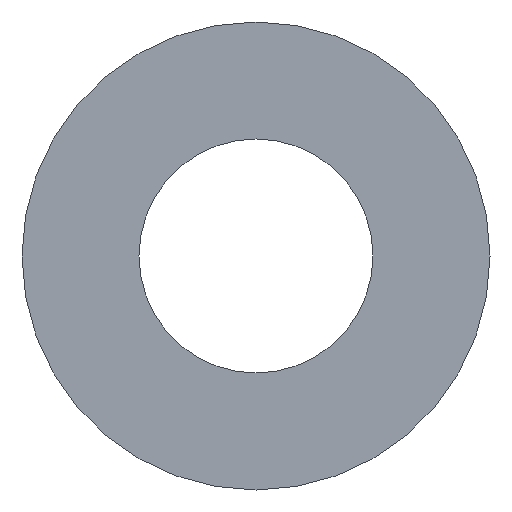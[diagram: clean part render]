
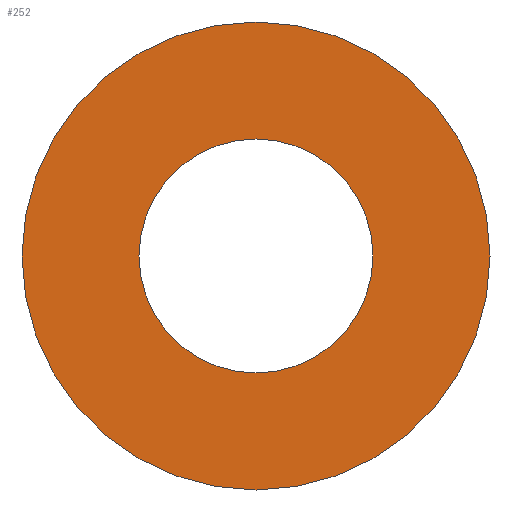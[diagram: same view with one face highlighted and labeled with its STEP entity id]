
A CAD part, front view. The second image highlights one B-rep face of the part: STEP entity #252.
In plain terms, the highlighted planar face has unit normal (0, -1, 0).
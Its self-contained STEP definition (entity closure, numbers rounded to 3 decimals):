
#42 = VERTEX_POINT ( 'NONE', #72 ) ;
#44 = VERTEX_POINT ( 'NONE', #74 ) ;
#47 = DIRECTION ( 'NONE',  ( 0., 0., -1. ) ) ;
#48 = DIRECTION ( 'NONE',  ( 0., -1., 0. ) ) ;
#52 = CARTESIAN_POINT ( 'NONE',  ( 0., 0., 0. ) ) ;
#61 = PLANE ( 'NONE',  #315 ) ;
#63 = DIRECTION ( 'NONE',  ( 0., -1., 0. ) ) ;
#64 = CARTESIAN_POINT ( 'NONE',  ( 8., 0., 0. ) ) ;
#66 = DIRECTION ( 'NONE',  ( 0., 0., -1. ) ) ;
#69 = DIRECTION ( 'NONE',  ( 0., 0., -1. ) ) ;
#70 = VERTEX_POINT ( 'NONE', #85 ) ;
#72 = CARTESIAN_POINT ( 'NONE',  ( 0., 0., -8. ) ) ;
#74 = CARTESIAN_POINT ( 'NONE',  ( 0., 0., 4. ) ) ;
#77 = VERTEX_POINT ( 'NONE', #79 ) ;
#79 = CARTESIAN_POINT ( 'NONE',  ( 0., 0., 8. ) ) ;
#85 = CARTESIAN_POINT ( 'NONE',  ( 0., 0., -4. ) ) ;
#104 = ORIENTED_EDGE ( 'NONE', *, *, #199, .F. ) ;
#123 = ORIENTED_EDGE ( 'NONE', *, *, #217, .T. ) ;
#125 = DIRECTION ( 'NONE',  ( 0., 0., -1. ) ) ;
#127 = ORIENTED_EDGE ( 'NONE', *, *, #221, .F. ) ;
#132 = EDGE_LOOP ( 'NONE', ( #104, #127 ) ) ;
#134 = DIRECTION ( 'NONE',  ( 0., -1., 0. ) ) ;
#136 = CARTESIAN_POINT ( 'NONE',  ( 0., 0., 0. ) ) ;
#138 = ORIENTED_EDGE ( 'NONE', *, *, #236, .T. ) ;
#139 = DIRECTION ( 'NONE',  ( 0., -1., 0. ) ) ;
#144 = EDGE_LOOP ( 'NONE', ( #123, #138 ) ) ;
#165 = DIRECTION ( 'NONE',  ( 0., 0., -1. ) ) ;
#167 = DIRECTION ( 'NONE',  ( 0., -1., 0. ) ) ;
#168 = CARTESIAN_POINT ( 'NONE',  ( 0., 0., 0. ) ) ;
#187 = CARTESIAN_POINT ( 'NONE',  ( 0., 0., 0. ) ) ;
#199 = EDGE_CURVE ( 'NONE', #70, #44, #238, .T. ) ;
#205 = CIRCLE ( 'NONE', #278, 8. ) ;
#217 = EDGE_CURVE ( 'NONE', #42, #77, #205, .T. ) ;
#221 = EDGE_CURVE ( 'NONE', #44, #70, #227, .T. ) ;
#227 = CIRCLE ( 'NONE', #274, 4. ) ;
#236 = EDGE_CURVE ( 'NONE', #77, #42, #242, .T. ) ;
#238 = CIRCLE ( 'NONE', #308, 4. ) ;
#242 = CIRCLE ( 'NONE', #270, 8. ) ;
#252 = ADVANCED_FACE ( 'NONE', ( #261, #286 ), #61, .T. ) ;
#261 = FACE_OUTER_BOUND ( 'NONE', #144, .T. ) ;
#270 = AXIS2_PLACEMENT_3D ( 'NONE', #168, #167, #165 ) ;
#274 = AXIS2_PLACEMENT_3D ( 'NONE', #187, #48, #47 ) ;
#278 = AXIS2_PLACEMENT_3D ( 'NONE', #136, #139, #125 ) ;
#286 = FACE_BOUND ( 'NONE', #132, .T. ) ;
#308 = AXIS2_PLACEMENT_3D ( 'NONE', #52, #134, #69 ) ;
#315 = AXIS2_PLACEMENT_3D ( 'NONE', #64, #63, #66 ) ;
